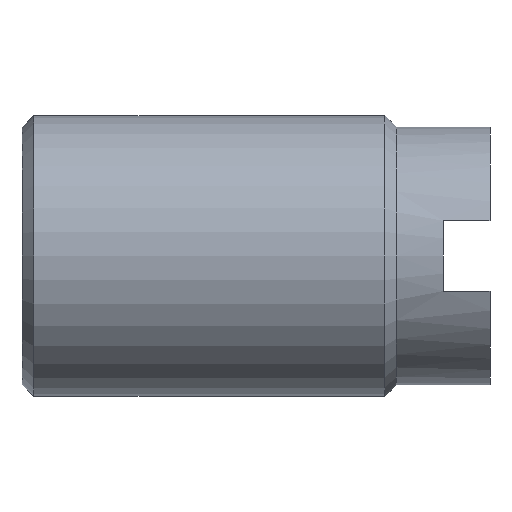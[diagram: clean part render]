
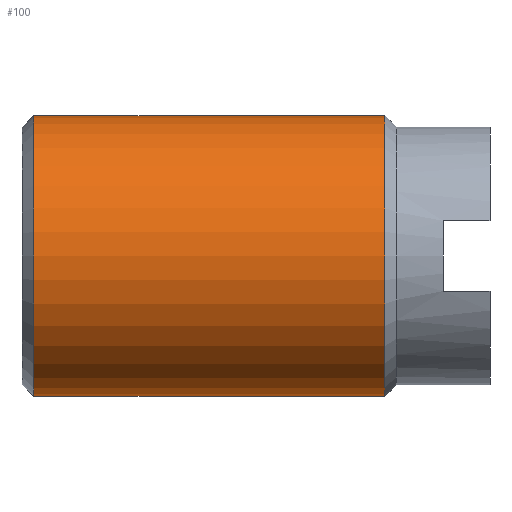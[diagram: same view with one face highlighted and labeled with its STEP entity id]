
A CAD part, front view. The second image highlights one B-rep face of the part: STEP entity #100.
In plain terms, the highlighted cylindrical face has radius 6 mm (diameter 12 mm), a partial arc.
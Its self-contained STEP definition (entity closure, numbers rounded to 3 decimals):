
#43 = DIRECTION ( 'NONE',  ( 0., 0., 1. ) ) ;
#100 = ADVANCED_FACE ( 'NONE', ( #399 ), #579, .T. ) ;
#118 = DIRECTION ( 'NONE',  ( 0., 0., 1. ) ) ;
#188 = AXIS2_PLACEMENT_3D ( 'NONE', #571, #776, #118 ) ;
#237 = EDGE_CURVE ( 'NONE', #1217, #279, #993, .T. ) ;
#279 = VERTEX_POINT ( 'NONE', #748 ) ;
#288 = DIRECTION ( 'NONE',  ( -1., 0., 0. ) ) ;
#380 = CIRCLE ( 'NONE', #967, 6. ) ;
#399 = FACE_OUTER_BOUND ( 'NONE', #525, .T. ) ;
#431 = VECTOR ( 'NONE', #988, 1000. ) ;
#499 = CARTESIAN_POINT ( 'NONE',  ( -17.993, 0., -6. ) ) ;
#525 = EDGE_LOOP ( 'NONE', ( #572, #755, #687, #838 ) ) ;
#564 = CARTESIAN_POINT ( 'NONE',  ( -4.5, 0., -6. ) ) ;
#571 = CARTESIAN_POINT ( 'NONE',  ( -4.5, 0., 0. ) ) ;
#572 = ORIENTED_EDGE ( 'NONE', *, *, #1046, .F. ) ;
#575 = AXIS2_PLACEMENT_3D ( 'NONE', #910, #851, #43 ) ;
#579 = CYLINDRICAL_SURFACE ( 'NONE', #575, 6. ) ;
#665 = DIRECTION ( 'NONE',  ( -1., 0., 0. ) ) ;
#674 = CARTESIAN_POINT ( 'NONE',  ( -17.993, 0., 6. ) ) ;
#687 = ORIENTED_EDGE ( 'NONE', *, *, #237, .T. ) ;
#704 = EDGE_CURVE ( 'NONE', #734, #1217, #932, .T. ) ;
#717 = EDGE_CURVE ( 'NONE', #927, #279, #380, .T. ) ;
#734 = VERTEX_POINT ( 'NONE', #564 ) ;
#746 = VECTOR ( 'NONE', #288, 1000. ) ;
#748 = CARTESIAN_POINT ( 'NONE',  ( -19.5, 0., 6. ) ) ;
#755 = ORIENTED_EDGE ( 'NONE', *, *, #704, .T. ) ;
#773 = CARTESIAN_POINT ( 'NONE',  ( -19.5, 0., 0. ) ) ;
#776 = DIRECTION ( 'NONE',  ( -1., 0., 0. ) ) ;
#838 = ORIENTED_EDGE ( 'NONE', *, *, #717, .F. ) ;
#851 = DIRECTION ( 'NONE',  ( -1., 0., 0. ) ) ;
#870 = DIRECTION ( 'NONE',  ( 0., 0., 1. ) ) ;
#888 = CARTESIAN_POINT ( 'NONE',  ( -19.5, 0., -6. ) ) ;
#910 = CARTESIAN_POINT ( 'NONE',  ( -17.993, 0., 0. ) ) ;
#927 = VERTEX_POINT ( 'NONE', #888 ) ;
#932 = CIRCLE ( 'NONE', #188, 6. ) ;
#967 = AXIS2_PLACEMENT_3D ( 'NONE', #773, #665, #870 ) ;
#988 = DIRECTION ( 'NONE',  ( -1., 0., 0. ) ) ;
#993 = LINE ( 'NONE', #674, #431 ) ;
#1046 = EDGE_CURVE ( 'NONE', #734, #927, #1272, .T. ) ;
#1120 = CARTESIAN_POINT ( 'NONE',  ( -4.5, 0., 6. ) ) ;
#1217 = VERTEX_POINT ( 'NONE', #1120 ) ;
#1272 = LINE ( 'NONE', #499, #746 ) ;
